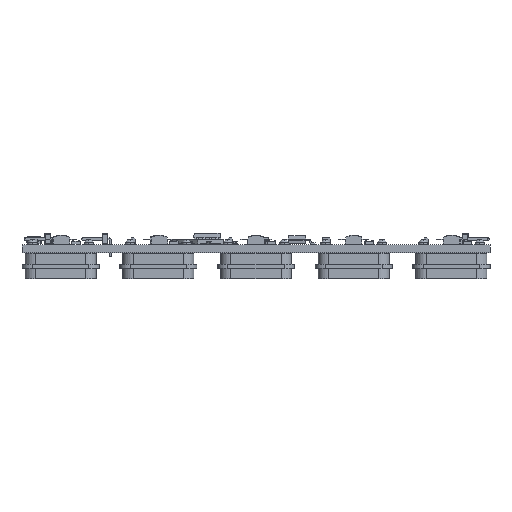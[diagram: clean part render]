
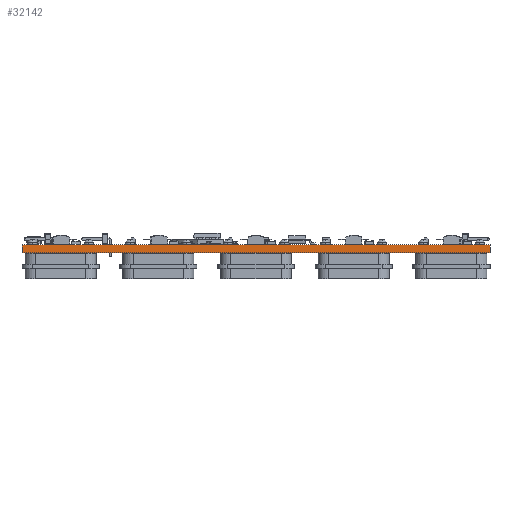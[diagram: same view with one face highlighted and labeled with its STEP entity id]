
A CAD part, front view. The second image highlights one B-rep face of the part: STEP entity #32142.
In plain terms, the highlighted planar face has unit normal (0, -1, 0).
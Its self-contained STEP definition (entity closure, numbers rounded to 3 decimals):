
#32142 = ADVANCED_FACE('',(#32143),#32177,.T.);
#32143 = FACE_BOUND('',#32144,.T.);
#32144 = EDGE_LOOP('',(#32145,#32155,#32163,#32171));
#32145 = ORIENTED_EDGE('',*,*,#32146,.T.);
#32146 = EDGE_CURVE('',#32147,#32149,#32151,.T.);
#32147 = VERTEX_POINT('',#32148);
#32148 = CARTESIAN_POINT('',(45.5,-45.5,0.));
#32149 = VERTEX_POINT('',#32150);
#32150 = CARTESIAN_POINT('',(45.5,-45.5,1.51));
#32151 = LINE('',#32152,#32153);
#32152 = CARTESIAN_POINT('',(45.5,-45.5,0.));
#32153 = VECTOR('',#32154,1.);
#32154 = DIRECTION('',(0.,0.,1.));
#32155 = ORIENTED_EDGE('',*,*,#32156,.T.);
#32156 = EDGE_CURVE('',#32149,#32157,#32159,.T.);
#32157 = VERTEX_POINT('',#32158);
#32158 = CARTESIAN_POINT('',(-45.5,-45.5,1.51));
#32159 = LINE('',#32160,#32161);
#32160 = CARTESIAN_POINT('',(45.5,-45.5,1.51));
#32161 = VECTOR('',#32162,1.);
#32162 = DIRECTION('',(-1.,0.,0.));
#32163 = ORIENTED_EDGE('',*,*,#32164,.F.);
#32164 = EDGE_CURVE('',#32165,#32157,#32167,.T.);
#32165 = VERTEX_POINT('',#32166);
#32166 = CARTESIAN_POINT('',(-45.5,-45.5,0.));
#32167 = LINE('',#32168,#32169);
#32168 = CARTESIAN_POINT('',(-45.5,-45.5,0.));
#32169 = VECTOR('',#32170,1.);
#32170 = DIRECTION('',(0.,0.,1.));
#32171 = ORIENTED_EDGE('',*,*,#32172,.F.);
#32172 = EDGE_CURVE('',#32147,#32165,#32173,.T.);
#32173 = LINE('',#32174,#32175);
#32174 = CARTESIAN_POINT('',(45.5,-45.5,0.));
#32175 = VECTOR('',#32176,1.);
#32176 = DIRECTION('',(-1.,0.,0.));
#32177 = PLANE('',#32178);
#32178 = AXIS2_PLACEMENT_3D('',#32179,#32180,#32181);
#32179 = CARTESIAN_POINT('',(45.5,-45.5,0.));
#32180 = DIRECTION('',(0.,-1.,0.));
#32181 = DIRECTION('',(-1.,0.,0.));
